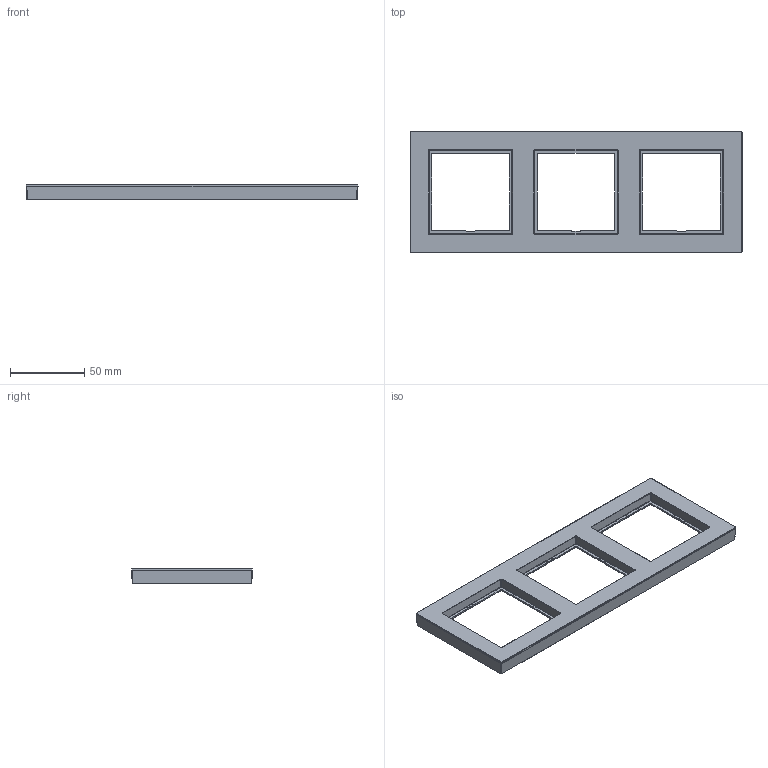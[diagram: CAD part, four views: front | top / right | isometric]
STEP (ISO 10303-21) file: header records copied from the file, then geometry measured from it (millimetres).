
FILE_DESCRIPTION((''),'2;1');
FILE_NAME('WAD6300_GEN_ASM','2025-04-09T08:18:49',('andolfs'),(''),'CREO PARAMETRIC BY PTC INC, 2023154','CREO PARAMETRIC BY PTC INC, 2023154','');
FILE_SCHEMA(('CONFIG_CONTROL_DESIGN','SHAPE_APPEARANCE_LAYERS_GROUPS'));
Products named in the file (3): W4G0071_18; W1A2206_GEN; WAD6300_GEN_ASM
Assembly tree (2 placements, depth 2):
  WAD6300_GEN_ASM
    W4G0071_18
    W1A2206_GEN
Bounding box: 223.5 x 81.5 x 10 mm (x, y, z)
Volume: 29604 mm3; surface area: 38736 mm2
Topology: 1 solids, 1 shells, 2992 faces, 7934 edges, 5112 vertices
Faces by surface type: plane 1300, extrusion 798, cylinder 434, bspline 276, sphere 96, torus 48, cone 28, revolution 12
Entity records: 144940 total; most frequent: CARTESIAN_POINT 46456, ORIENTED_EDGE 15860, DIRECTION 11398, PRESENTATION_STYLE_ASSIGNMENT 8619, STYLED_ITEM 8619, CURVE_STYLE 7930, EDGE_CURVE 7930, VECTOR 5564
